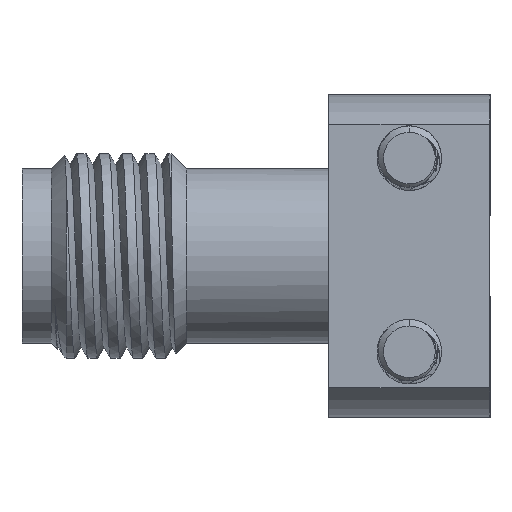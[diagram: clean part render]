
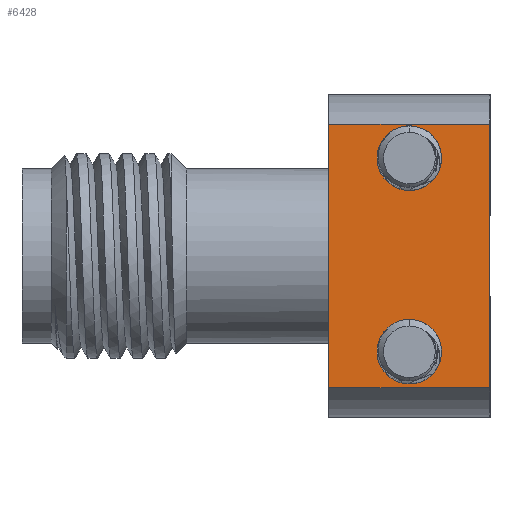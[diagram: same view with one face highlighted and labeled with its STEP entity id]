
A CAD part, front view. The second image highlights one B-rep face of the part: STEP entity #6428.
In plain terms, the highlighted planar face has unit normal (0, -1, 0).
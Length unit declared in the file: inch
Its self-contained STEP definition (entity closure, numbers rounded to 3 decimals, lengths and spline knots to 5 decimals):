
#82 = DIRECTION ( 'NONE',  ( -1., 0., 0. ) ) ;
#237 = VECTOR ( 'NONE', #4753, 39.37008 ) ;
#380 = EDGE_CURVE ( 'NONE', #1492, #10391, #8661, .T. ) ;
#453 = CARTESIAN_POINT ( 'NONE',  ( 0.30054, 0.1489, 0.23512 ) ) ;
#498 = VECTOR ( 'NONE', #4462, 39.37008 ) ;
#721 = AXIS2_PLACEMENT_3D ( 'NONE', #6742, #10979, #11938 ) ;
#740 = VERTEX_POINT ( 'NONE', #12268 ) ;
#891 = ORIENTED_EDGE ( 'NONE', *, *, #13711, .T. ) ;
#1263 = VECTOR ( 'NONE', #82, 39.37008 ) ;
#1314 = VERTEX_POINT ( 'NONE', #9279 ) ;
#1382 = ORIENTED_EDGE ( 'NONE', *, *, #10466, .F. ) ;
#1412 = CIRCLE ( 'NONE', #5423, 0.0315 ) ;
#1492 = VERTEX_POINT ( 'NONE', #5745 ) ;
#1527 = DIRECTION ( 'NONE',  ( 0., 0., -1. ) ) ;
#2452 = LINE ( 'NONE', #453, #237 ) ;
#2467 = EDGE_CURVE ( 'NONE', #5060, #5845, #1412, .T. ) ;
#2533 = LINE ( 'NONE', #8708, #6647 ) ;
#2537 = ORIENTED_EDGE ( 'NONE', *, *, #6413, .T. ) ;
#3137 = CARTESIAN_POINT ( 'NONE',  ( 0.497, 0.1489, 0.23512 ) ) ;
#3456 = ORIENTED_EDGE ( 'NONE', *, *, #4441, .T. ) ;
#3488 = CARTESIAN_POINT ( 'NONE',  ( 0.497, 0.1489, 0.55702 ) ) ;
#3660 = EDGE_LOOP ( 'NONE', ( #10651, #7274, #1382, #2537 ) ) ;
#3872 = CARTESIAN_POINT ( 'NONE',  ( 0.39896, 0.1489, 0.27927 ) ) ;
#3950 = EDGE_LOOP ( 'NONE', ( #3456, #4032 ) ) ;
#3980 = CARTESIAN_POINT ( 'NONE',  ( 0.39896, 0.1489, 0.31076 ) ) ;
#4032 = ORIENTED_EDGE ( 'NONE', *, *, #5218, .T. ) ;
#4312 = ORIENTED_EDGE ( 'NONE', *, *, #2467, .T. ) ;
#4441 = EDGE_CURVE ( 'NONE', #740, #11523, #4695, .T. ) ;
#4462 = DIRECTION ( 'NONE',  ( -1., 0., 0. ) ) ;
#4695 = CIRCLE ( 'NONE', #13337, 0.0315 ) ;
#4753 = DIRECTION ( 'NONE',  ( 0., 0., -1. ) ) ;
#5046 = DIRECTION ( 'NONE',  ( 0., 0., 1. ) ) ;
#5060 = VERTEX_POINT ( 'NONE', #3980 ) ;
#5218 = EDGE_CURVE ( 'NONE', #11523, #740, #9134, .T. ) ;
#5423 = AXIS2_PLACEMENT_3D ( 'NONE', #3872, #6166, #5046 ) ;
#5662 = PLANE ( 'NONE',  #11818 ) ;
#5686 = CARTESIAN_POINT ( 'NONE',  ( 0.30054, 0.1489, 0.23512 ) ) ;
#5722 = FACE_OUTER_BOUND ( 'NONE', #3660, .T. ) ;
#5745 = CARTESIAN_POINT ( 'NONE',  ( 0.497, 0.1489, 0.23512 ) ) ;
#5845 = VERTEX_POINT ( 'NONE', #6845 ) ;
#5862 = DIRECTION ( 'NONE',  ( 0., 1., 0. ) ) ;
#6166 = DIRECTION ( 'NONE',  ( 0., 1., 0. ) ) ;
#6413 = EDGE_CURVE ( 'NONE', #1314, #8151, #9678, .T. ) ;
#6428 = ADVANCED_FACE ( 'NONE', ( #5722, #6817, #8759 ), #5662, .F. ) ;
#6647 = VECTOR ( 'NONE', #9840, 39.37008 ) ;
#6742 = CARTESIAN_POINT ( 'NONE',  ( 0.39896, 0.1489, 0.51549 ) ) ;
#6817 = FACE_BOUND ( 'NONE', #3950, .T. ) ;
#6845 = CARTESIAN_POINT ( 'NONE',  ( 0.39896, 0.1489, 0.24777 ) ) ;
#7274 = ORIENTED_EDGE ( 'NONE', *, *, #380, .F. ) ;
#8039 = CARTESIAN_POINT ( 'NONE',  ( 0.30054, 0.1489, 0.55702 ) ) ;
#8071 = CARTESIAN_POINT ( 'NONE',  ( 0.39896, 0.1489, 0.48399 ) ) ;
#8151 = VERTEX_POINT ( 'NONE', #8039 ) ;
#8203 = DIRECTION ( 'NONE',  ( 0., 1., 0. ) ) ;
#8661 = LINE ( 'NONE', #3137, #1263 ) ;
#8708 = CARTESIAN_POINT ( 'NONE',  ( 0.497, 0.1489, 0.23512 ) ) ;
#8759 = FACE_BOUND ( 'NONE', #10695, .T. ) ;
#9021 = DIRECTION ( 'NONE',  ( 0., 0., 1. ) ) ;
#9134 = CIRCLE ( 'NONE', #721, 0.0315 ) ;
#9279 = CARTESIAN_POINT ( 'NONE',  ( 0.497, 0.1489, 0.55702 ) ) ;
#9304 = AXIS2_PLACEMENT_3D ( 'NONE', #9882, #13199, #9021 ) ;
#9678 = LINE ( 'NONE', #3488, #498 ) ;
#9840 = DIRECTION ( 'NONE',  ( 0., 0., -1. ) ) ;
#9882 = CARTESIAN_POINT ( 'NONE',  ( 0.39896, 0.1489, 0.27927 ) ) ;
#10039 = CARTESIAN_POINT ( 'NONE',  ( 0.39896, 0.1489, 0.51549 ) ) ;
#10391 = VERTEX_POINT ( 'NONE', #5686 ) ;
#10426 = CIRCLE ( 'NONE', #9304, 0.0315 ) ;
#10466 = EDGE_CURVE ( 'NONE', #1314, #1492, #2533, .T. ) ;
#10651 = ORIENTED_EDGE ( 'NONE', *, *, #11332, .T. ) ;
#10695 = EDGE_LOOP ( 'NONE', ( #4312, #891 ) ) ;
#10979 = DIRECTION ( 'NONE',  ( 0., 1., 0. ) ) ;
#11332 = EDGE_CURVE ( 'NONE', #8151, #10391, #2452, .T. ) ;
#11523 = VERTEX_POINT ( 'NONE', #8071 ) ;
#11818 = AXIS2_PLACEMENT_3D ( 'NONE', #13333, #5862, #1527 ) ;
#11938 = DIRECTION ( 'NONE',  ( 0., 0., 1. ) ) ;
#12268 = CARTESIAN_POINT ( 'NONE',  ( 0.39896, 0.1489, 0.54698 ) ) ;
#12434 = DIRECTION ( 'NONE',  ( 0., 0., 1. ) ) ;
#13199 = DIRECTION ( 'NONE',  ( 0., 1., 0. ) ) ;
#13333 = CARTESIAN_POINT ( 'NONE',  ( 0.497, 0.1489, 0.23512 ) ) ;
#13337 = AXIS2_PLACEMENT_3D ( 'NONE', #10039, #8203, #12434 ) ;
#13711 = EDGE_CURVE ( 'NONE', #5845, #5060, #10426, .T. ) ;
